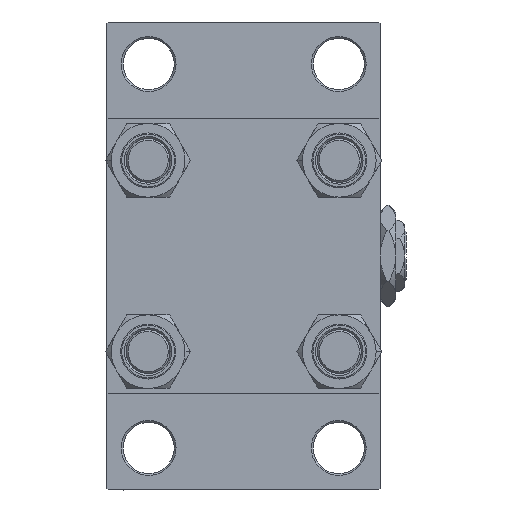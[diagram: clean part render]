
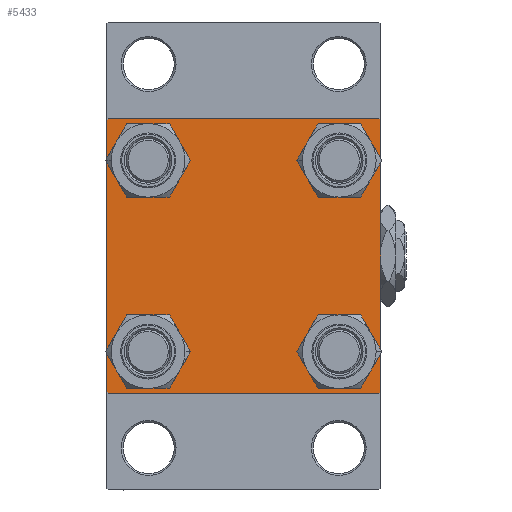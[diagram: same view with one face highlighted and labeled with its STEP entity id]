
A CAD part, left-side view. The second image highlights one B-rep face of the part: STEP entity #5433.
In plain terms, the highlighted planar face has unit normal (-1, 0, 0).
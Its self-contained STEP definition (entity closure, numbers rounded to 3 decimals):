
#395 = EDGE_LOOP ( 'NONE', ( #33640, #49426 ) ) ;
#769 = CARTESIAN_POINT ( 'NONE',  ( 0., -26.15, 19.65 ) ) ;
#1304 = CARTESIAN_POINT ( 'NONE',  ( 0., 26.15, 19.65 ) ) ;
#1524 = LINE ( 'NONE', #16844, #33514 ) ;
#2099 = FACE_BOUND ( 'NONE', #22422, .T. ) ;
#2182 = VECTOR ( 'NONE', #6435, 1000. ) ;
#2246 = CARTESIAN_POINT ( 'NONE',  ( 0., -26.15, 26.15 ) ) ;
#2273 = DIRECTION ( 'NONE',  ( 1., 0., 0. ) ) ;
#2322 = EDGE_CURVE ( 'NONE', #29560, #40597, #10860, .T. ) ;
#2382 = DIRECTION ( 'NONE',  ( 0., -0.707, 0.707 ) ) ;
#3001 = AXIS2_PLACEMENT_3D ( 'NONE', #32514, #48040, #24998 ) ;
#3134 = LINE ( 'NONE', #33969, #7802 ) ;
#4111 = ORIENTED_EDGE ( 'NONE', *, *, #34349, .T. ) ;
#4657 = CARTESIAN_POINT ( 'NONE',  ( 0., 26.15, 32.65 ) ) ;
#4717 = ORIENTED_EDGE ( 'NONE', *, *, #36074, .T. ) ;
#4905 = EDGE_CURVE ( 'NONE', #31662, #14607, #37576, .T. ) ;
#4979 = VERTEX_POINT ( 'NONE', #40822 ) ;
#5107 = ORIENTED_EDGE ( 'NONE', *, *, #40524, .F. ) ;
#5433 = ADVANCED_FACE ( 'NONE', ( #36206, #40213, #43479, #2099, #20696 ), #47726, .T. ) ;
#5915 = LINE ( 'NONE', #21218, #31045 ) ;
#6033 = CIRCLE ( 'NONE', #46065, 6.5 ) ;
#6336 = DIRECTION ( 'NONE',  ( 1., 0., 0. ) ) ;
#6435 = DIRECTION ( 'NONE',  ( 0., -1., 0. ) ) ;
#6902 = DIRECTION ( 'NONE',  ( 0., -0.707, -0.707 ) ) ;
#7680 = VERTEX_POINT ( 'NONE', #46684 ) ;
#7802 = VECTOR ( 'NONE', #6902, 1000. ) ;
#7900 = AXIS2_PLACEMENT_3D ( 'NONE', #47017, #19988, #31014 ) ;
#8532 = DIRECTION ( 'NONE',  ( 1., 0., 0. ) ) ;
#8551 = ORIENTED_EDGE ( 'NONE', *, *, #46988, .T. ) ;
#9667 = VERTEX_POINT ( 'NONE', #769 ) ;
#9720 = VERTEX_POINT ( 'NONE', #23267 ) ;
#10015 = AXIS2_PLACEMENT_3D ( 'NONE', #2246, #48369, #44363 ) ;
#10155 = EDGE_CURVE ( 'NONE', #9667, #21921, #22389, .T. ) ;
#10858 = CIRCLE ( 'NONE', #32470, 6.5 ) ;
#10860 = LINE ( 'NONE', #21397, #11922 ) ;
#11920 = ORIENTED_EDGE ( 'NONE', *, *, #4905, .T. ) ;
#11922 = VECTOR ( 'NONE', #18631, 1000. ) ;
#13171 = DIRECTION ( 'NONE',  ( -1., 0., 0. ) ) ;
#13604 = VERTEX_POINT ( 'NONE', #4657 ) ;
#13945 = VECTOR ( 'NONE', #31765, 1000. ) ;
#14204 = VECTOR ( 'NONE', #34224, 1000. ) ;
#14607 = VERTEX_POINT ( 'NONE', #22485 ) ;
#14944 = LINE ( 'NONE', #15455, #14204 ) ;
#15455 = CARTESIAN_POINT ( 'NONE',  ( 0., 37.5, 37.5 ) ) ;
#15999 = AXIS2_PLACEMENT_3D ( 'NONE', #42862, #8532, #29564 ) ;
#16844 = CARTESIAN_POINT ( 'NONE',  ( 0., -37.25, 37.25 ) ) ;
#17414 = DIRECTION ( 'NONE',  ( 0., 0., 1. ) ) ;
#17593 = DIRECTION ( 'NONE',  ( 0., 0., 1. ) ) ;
#17664 = CARTESIAN_POINT ( 'NONE',  ( 0., -26.15, 32.65 ) ) ;
#17885 = DIRECTION ( 'NONE',  ( 0., 0., 1. ) ) ;
#17903 = ORIENTED_EDGE ( 'NONE', *, *, #47643, .T. ) ;
#17956 = DIRECTION ( 'NONE',  ( 0., 0., -1. ) ) ;
#18631 = DIRECTION ( 'NONE',  ( 0., 0., -1. ) ) ;
#18664 = EDGE_LOOP ( 'NONE', ( #46493, #4111, #41132, #19653, #36833, #17903, #5107, #31117 ) ) ;
#19653 = ORIENTED_EDGE ( 'NONE', *, *, #49422, .T. ) ;
#19723 = EDGE_CURVE ( 'NONE', #7680, #29560, #35517, .T. ) ;
#19988 = DIRECTION ( 'NONE',  ( 1., 0., 0. ) ) ;
#19987 = VECTOR ( 'NONE', #2382, 1000. ) ;
#20642 = EDGE_LOOP ( 'NONE', ( #4717, #22111 ) ) ;
#20696 = FACE_OUTER_BOUND ( 'NONE', #18664, .T. ) ;
#21218 = CARTESIAN_POINT ( 'NONE',  ( 0., -37.5, 37.5 ) ) ;
#21397 = CARTESIAN_POINT ( 'NONE',  ( 0., 37.5, 37.5 ) ) ;
#21909 = CARTESIAN_POINT ( 'NONE',  ( 0., 26.15, -19.65 ) ) ;
#21921 = VERTEX_POINT ( 'NONE', #17664 ) ;
#21995 = VERTEX_POINT ( 'NONE', #21909 ) ;
#22111 = ORIENTED_EDGE ( 'NONE', *, *, #10155, .T. ) ;
#22389 = CIRCLE ( 'NONE', #32797, 6.5 ) ;
#22422 = EDGE_LOOP ( 'NONE', ( #44966, #8551 ) ) ;
#22485 = CARTESIAN_POINT ( 'NONE',  ( 0., -26.15, -19.65 ) ) ;
#22829 = DIRECTION ( 'NONE',  ( 0., 0., 1. ) ) ;
#23267 = CARTESIAN_POINT ( 'NONE',  ( 0., -37., 37.5 ) ) ;
#24653 = CARTESIAN_POINT ( 'NONE',  ( 0., 26.15, -32.65 ) ) ;
#24998 = DIRECTION ( 'NONE',  ( 0., 0., 1. ) ) ;
#25008 = CARTESIAN_POINT ( 'NONE',  ( 0., 37.5, -37.5 ) ) ;
#25428 = CARTESIAN_POINT ( 'NONE',  ( 0., 0., 0. ) ) ;
#25628 = EDGE_LOOP ( 'NONE', ( #48534, #11920 ) ) ;
#25822 = EDGE_CURVE ( 'NONE', #47369, #21995, #10858, .T. ) ;
#25837 = EDGE_CURVE ( 'NONE', #13604, #40180, #6033, .T. ) ;
#27053 = DIRECTION ( 'NONE',  ( 1., 0., 0. ) ) ;
#27303 = CARTESIAN_POINT ( 'NONE',  ( 0., -26.15, 26.15 ) ) ;
#27978 = CARTESIAN_POINT ( 'NONE',  ( 0., 37.5, -37. ) ) ;
#29226 = CARTESIAN_POINT ( 'NONE',  ( 0., -37.25, -37.25 ) ) ;
#29509 = EDGE_CURVE ( 'NONE', #14607, #31662, #30175, .T. ) ;
#29560 = VERTEX_POINT ( 'NONE', #29906 ) ;
#29564 = DIRECTION ( 'NONE',  ( 0., 0., 1. ) ) ;
#29906 = CARTESIAN_POINT ( 'NONE',  ( 0., 37.5, 37. ) ) ;
#30175 = CIRCLE ( 'NONE', #40565, 6.5 ) ;
#31014 = DIRECTION ( 'NONE',  ( 0., 0., 1. ) ) ;
#31045 = VECTOR ( 'NONE', #17956, 1000. ) ;
#31117 = ORIENTED_EDGE ( 'NONE', *, *, #19723, .T. ) ;
#31338 = VERTEX_POINT ( 'NONE', #34495 ) ;
#31640 = CIRCLE ( 'NONE', #10015, 6.5 ) ;
#31662 = VERTEX_POINT ( 'NONE', #31683 ) ;
#31683 = CARTESIAN_POINT ( 'NONE',  ( 0., -26.15, -32.65 ) ) ;
#31765 = DIRECTION ( 'NONE',  ( 0., 0.707, -0.707 ) ) ;
#31921 = CIRCLE ( 'NONE', #7900, 6.5 ) ;
#32470 = AXIS2_PLACEMENT_3D ( 'NONE', #36618, #2273, #17593 ) ;
#32514 = CARTESIAN_POINT ( 'NONE',  ( 0., 26.15, -26.15 ) ) ;
#32797 = AXIS2_PLACEMENT_3D ( 'NONE', #27303, #27053, #46585 ) ;
#33514 = VECTOR ( 'NONE', #47147, 1000. ) ;
#33640 = ORIENTED_EDGE ( 'NONE', *, *, #44750, .T. ) ;
#33969 = CARTESIAN_POINT ( 'NONE',  ( 0., 37.25, -37.25 ) ) ;
#34224 = DIRECTION ( 'NONE',  ( 0., -1., 0. ) ) ;
#34305 = EDGE_CURVE ( 'NONE', #44337, #4979, #5915, .T. ) ;
#34349 = EDGE_CURVE ( 'NONE', #40597, #39718, #3134, .T. ) ;
#34495 = CARTESIAN_POINT ( 'NONE',  ( 0., -37., -37.5 ) ) ;
#35225 = AXIS2_PLACEMENT_3D ( 'NONE', #25428, #13171, #17414 ) ;
#35517 = LINE ( 'NONE', #46566, #13945 ) ;
#36074 = EDGE_CURVE ( 'NONE', #21921, #9667, #31640, .T. ) ;
#36206 = FACE_BOUND ( 'NONE', #20642, .T. ) ;
#36618 = CARTESIAN_POINT ( 'NONE',  ( 0., 26.15, -26.15 ) ) ;
#36833 = ORIENTED_EDGE ( 'NONE', *, *, #34305, .F. ) ;
#37576 = CIRCLE ( 'NONE', #15999, 6.5 ) ;
#38862 = CARTESIAN_POINT ( 'NONE',  ( 0., -37.5, 37. ) ) ;
#39718 = VERTEX_POINT ( 'NONE', #40030 ) ;
#40030 = CARTESIAN_POINT ( 'NONE',  ( 0., 37., -37.5 ) ) ;
#40180 = VERTEX_POINT ( 'NONE', #1304 ) ;
#40213 = FACE_BOUND ( 'NONE', #25628, .T. ) ;
#40524 = EDGE_CURVE ( 'NONE', #7680, #9720, #14944, .T. ) ;
#40565 = AXIS2_PLACEMENT_3D ( 'NONE', #47953, #6336, #17885 ) ;
#40597 = VERTEX_POINT ( 'NONE', #27978 ) ;
#40822 = CARTESIAN_POINT ( 'NONE',  ( 0., -37.5, -37. ) ) ;
#41132 = ORIENTED_EDGE ( 'NONE', *, *, #45560, .T. ) ;
#42238 = CIRCLE ( 'NONE', #3001, 6.5 ) ;
#42862 = CARTESIAN_POINT ( 'NONE',  ( 0., -26.15, -26.15 ) ) ;
#43479 = FACE_BOUND ( 'NONE', #395, .T. ) ;
#44045 = LINE ( 'NONE', #25008, #2182 ) ;
#44337 = VERTEX_POINT ( 'NONE', #38862 ) ;
#44363 = DIRECTION ( 'NONE',  ( 0., 0., 1. ) ) ;
#44750 = EDGE_CURVE ( 'NONE', #21995, #47369, #42238, .T. ) ;
#44966 = ORIENTED_EDGE ( 'NONE', *, *, #25837, .T. ) ;
#45560 = EDGE_CURVE ( 'NONE', #39718, #31338, #44045, .T. ) ;
#45628 = CARTESIAN_POINT ( 'NONE',  ( 0., 26.15, 26.15 ) ) ;
#46065 = AXIS2_PLACEMENT_3D ( 'NONE', #45628, #46129, #22829 ) ;
#46129 = DIRECTION ( 'NONE',  ( 1., 0., 0. ) ) ;
#46493 = ORIENTED_EDGE ( 'NONE', *, *, #2322, .T. ) ;
#46566 = CARTESIAN_POINT ( 'NONE',  ( 0., 37.25, 37.25 ) ) ;
#46585 = DIRECTION ( 'NONE',  ( 0., 0., 1. ) ) ;
#46684 = CARTESIAN_POINT ( 'NONE',  ( 0., 37., 37.5 ) ) ;
#46988 = EDGE_CURVE ( 'NONE', #40180, #13604, #31921, .T. ) ;
#47017 = CARTESIAN_POINT ( 'NONE',  ( 0., 26.15, 26.15 ) ) ;
#47147 = DIRECTION ( 'NONE',  ( 0., 0.707, 0.707 ) ) ;
#47369 = VERTEX_POINT ( 'NONE', #24653 ) ;
#47643 = EDGE_CURVE ( 'NONE', #44337, #9720, #1524, .T. ) ;
#47726 = PLANE ( 'NONE',  #35225 ) ;
#47953 = CARTESIAN_POINT ( 'NONE',  ( 0., -26.15, -26.15 ) ) ;
#48040 = DIRECTION ( 'NONE',  ( 1., 0., 0. ) ) ;
#48257 = LINE ( 'NONE', #29226, #19987 ) ;
#48369 = DIRECTION ( 'NONE',  ( 1., 0., 0. ) ) ;
#48534 = ORIENTED_EDGE ( 'NONE', *, *, #29509, .T. ) ;
#49422 = EDGE_CURVE ( 'NONE', #31338, #4979, #48257, .T. ) ;
#49426 = ORIENTED_EDGE ( 'NONE', *, *, #25822, .T. ) ;
